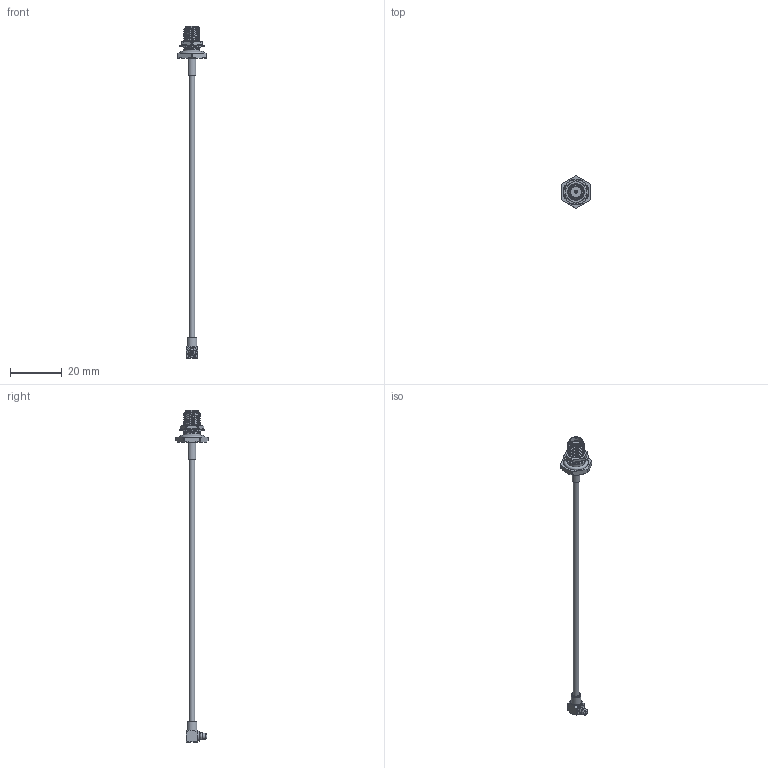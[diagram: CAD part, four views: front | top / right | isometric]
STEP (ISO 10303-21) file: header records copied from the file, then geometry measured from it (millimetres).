
FILE_DESCRIPTION (( 'STEP AP203' ), '1' );
FILE_NAME ('PE3C1115_3D.step', '2021-07-14T15:55:31', ( '' ), ( '' ), 'SwSTEP 2.0', 'SolidWorks 2020', '' );
FILE_SCHEMA (( 'CONFIG_CONTROL_DESIGN' ));
Length unit declared in the file: inch
Products named in the file (4): PE44699^PE3C1115; PE3C1115_3D; PE4119^PE3C1115; PE-SR405FL^PE3C1115_PE-SR405FL
Assembly tree (3 placements, depth 2):
  PE3C1115_3D
    PE-SR405FL^PE3C1115_PE-SR405FL
    PE4119^PE3C1115
    PE44699^PE3C1115
Bounding box: 11 x 12.51 x 128.6 mm (x, y, z)
Volume: 1024.3 mm3; surface area: 1985.7 mm2
Topology: 7 solids, 7 shells, 234 faces, 630 edges, 423 vertices
Faces by surface type: bspline 81, plane 61, cylinder 53, cone 36, torus 3
Full cylindrical faces by diameter (mm): 0.508 x1, 0.94 x1, 1.194 x1, 1.3 x1, 1.945 x1, 2.184 x1, 2.261 x1, 2.3 x1, 2.312 x2, 3.062 x1, 3.81 x1, 3.937 x1, 4.572 x1, 5.29 x1, 6.35 x1, 9.398 x1, 10.026 x1
Entity records: 21248 total; most frequent: CARTESIAN_POINT 15981, ORIENTED_EDGE 1192, DIRECTION 721, EDGE_CURVE 596, VERTEX_POINT 417, AXIS2_PLACEMENT_3D 306, EDGE_LOOP 279, B_SPLINE_CURVE_WITH_KNOTS 263
